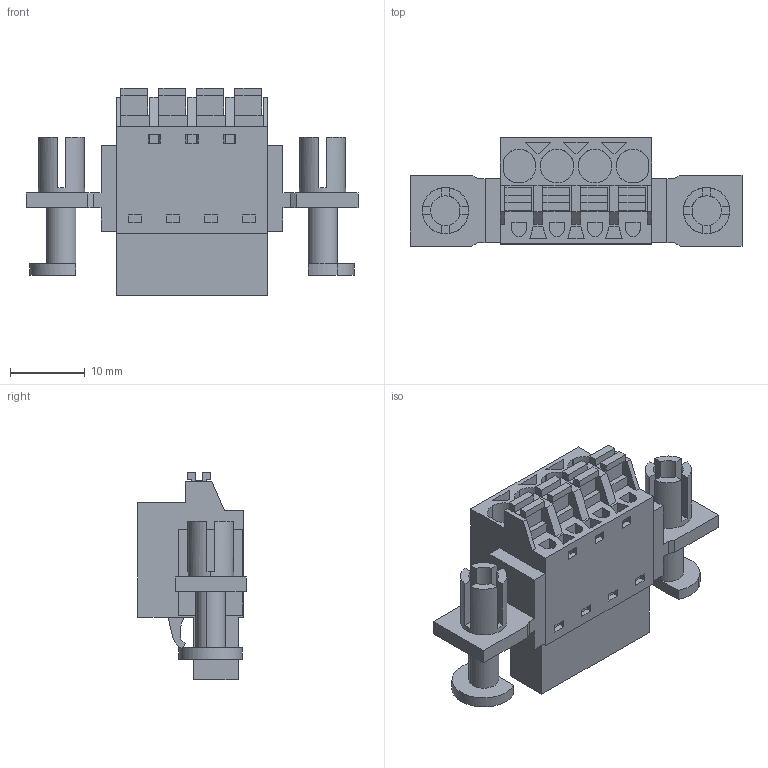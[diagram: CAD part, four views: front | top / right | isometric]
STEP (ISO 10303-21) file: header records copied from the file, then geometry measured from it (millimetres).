
FILE_DESCRIPTION(('CATIA V5R24 STEP','CAx-IF Rec.Pracs.--- Model Styling and Organization---1.2---2011-12-15'),'2;1');
FILE_NAME ('D1451308_0_1353270000_1353270000.stp','2017-05-02T11:42:19+00:00',('none'),('Weidmueller'),'CATIA Version 5-6 Release 2014 SP4 HF52','CATIA V5 STEP AP214','none');
FILE_SCHEMA(('AUTOMOTIVE_DESIGN { 1 0 10303 214 1 1 1 1 }'));
Length unit declared in the file: millimetre
Products named in the file (1): 1353270000
Bounding box: 44.47 x 14.5 x 27.73 mm (x, y, z)
Volume: 6143 mm3; surface area: 5246.1 mm2
Topology: 7 solids, 7 shells, 418 faces, 1175 edges, 801 vertices
Faces by surface type: plane 372, cylinder 45, extrusion 1
Entity records: 13398 total; most frequent: CARTESIAN_POINT 2510, ORIENTED_EDGE 2350, DIRECTION 1785, EDGE_CURVE 1175, VECTOR 1058, LINE 1057, VERTEX_POINT 801, EDGE_LOOP 464
